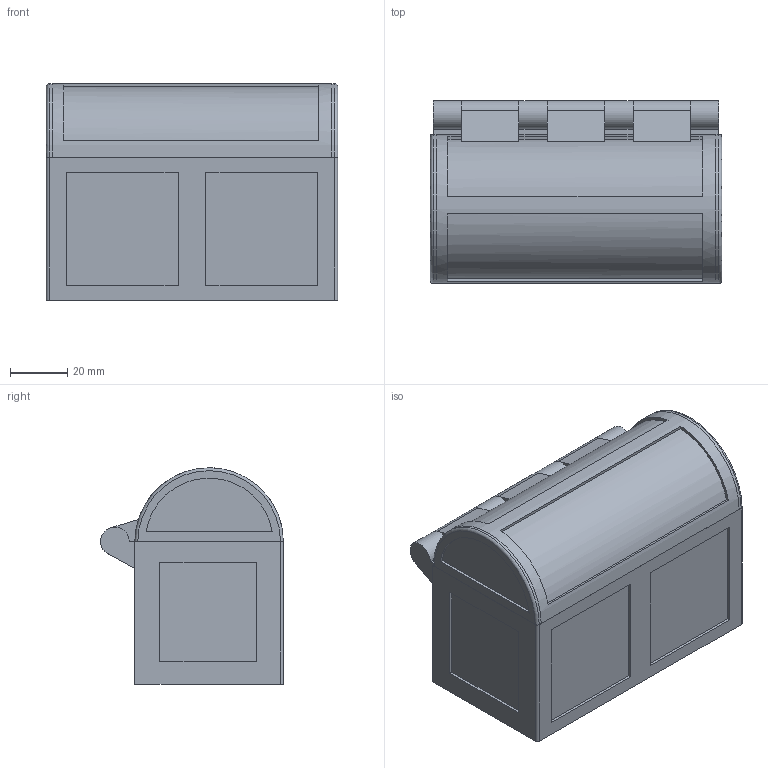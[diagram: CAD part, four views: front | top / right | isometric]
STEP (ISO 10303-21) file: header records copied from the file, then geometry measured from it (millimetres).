
FILE_DESCRIPTION(('FreeCAD Model'),'2;1');
FILE_NAME('Open CASCADE Shape Model','2024-08-18T09:37:45',(''),(''), 'Open CASCADE STEP processor 7.6','FreeCAD','Unknown');
FILE_SCHEMA(('AUTOMOTIVE_DESIGN { 1 0 10303 214 1 1 1 1 }'));
Length unit declared in the file: millimetre
Products named in the file (3): __Hinged_Box_decoratiom_201A; Fusion_Lid; Fusion002_Bottom
Assembly tree (2 placements, depth 2):
  __Hinged_Box_decoratiom_201A
    Fusion_Lid
    Fusion002_Bottom
Bounding box: 102 x 63.99 x 75.76 mm (x, y, z)
Volume: 126479.3 mm3; surface area: 63647.3 mm2
Topology: 2 solids, 2 shells, 168 faces, 414 edges, 273 vertices
Faces by surface type: plane 105, cylinder 35, bspline 20, cone 6, torus 2
Full cylindrical faces by diameter (mm): 5 x12
Entity records: 11026 total; most frequent: CARTESIAN_POINT 2881, DIRECTION 1408, LINE 875, VECTOR 875, ORIENTED_EDGE 828, PCURVE 828, DEFINITIONAL_REPRESENTATION 828, EDGE_CURVE 414
